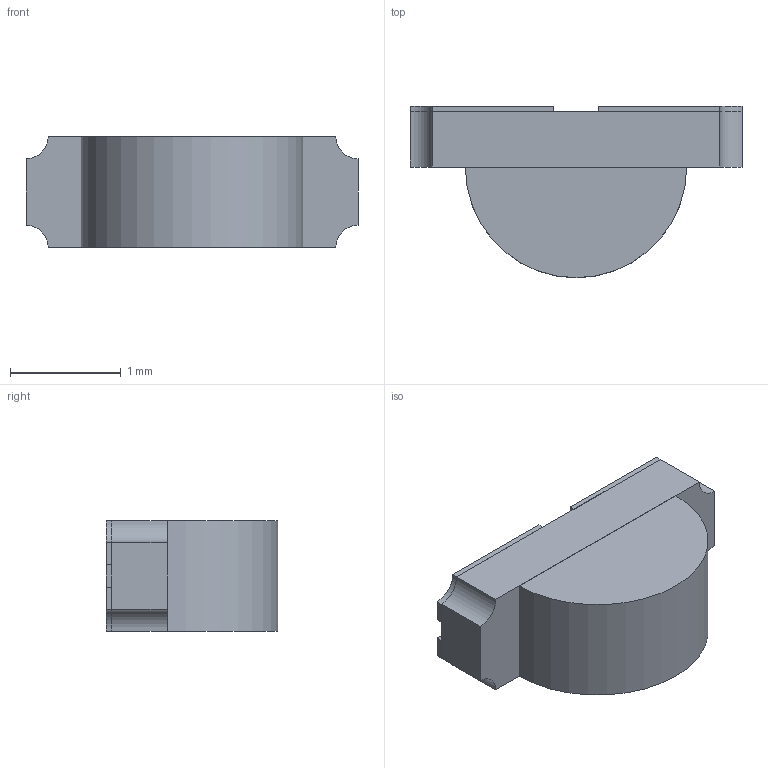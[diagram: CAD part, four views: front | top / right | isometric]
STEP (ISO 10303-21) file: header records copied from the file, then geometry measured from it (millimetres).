
FILE_DESCRIPTION(('STEP AP214'), '1');
FILE_NAME('LED_A-SP11022AR6GHC-A01-C2', '2024-03-13T14:08:43', ('x3admin'), ('CoolPeppers LLC'), 'ASCON STEP Converter 1.3', 'ASCON Math Kernel', '');
FILE_SCHEMA(('AUTOMOTIVE_DESIGN { 1 0 10303 214 3 1 1}'));
Length unit declared in the file: millimetre
Bounding box: 3 x 1.55 x 1 mm (x, y, z)
Volume: 3.1 mm3; surface area: 21.9 mm2
Topology: 6 solids, 6 shells, 46 faces, 102 edges, 68 vertices
Faces by surface type: plane 37, cylinder 9
Entity records: 1706 total; most frequent: CARTESIAN_POINT 217, DIRECTION 214, ORIENTED_EDGE 204, EDGE_CURVE 102, LINE 84, VECTOR 84, VERTEX_POINT 68, AXIS2_PLACEMENT_3D 65
